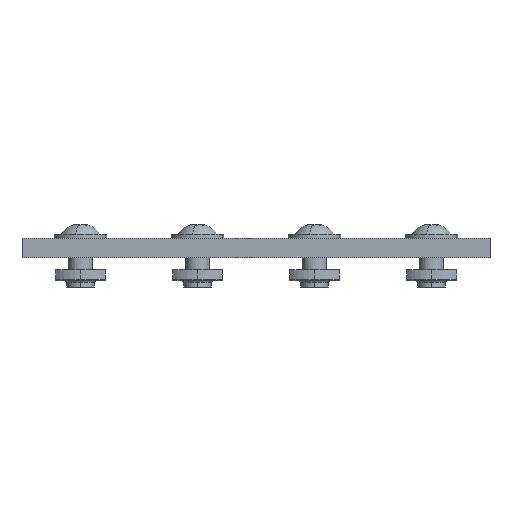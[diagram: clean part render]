
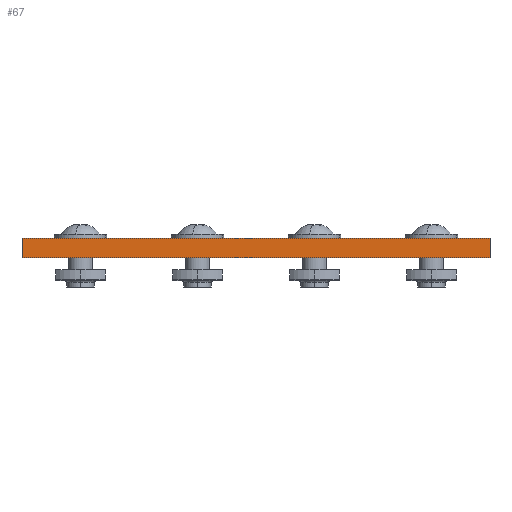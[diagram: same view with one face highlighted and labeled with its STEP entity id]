
A CAD part, left-side view. The second image highlights one B-rep face of the part: STEP entity #67.
In plain terms, the highlighted planar face has unit normal (-1, 0, 0).
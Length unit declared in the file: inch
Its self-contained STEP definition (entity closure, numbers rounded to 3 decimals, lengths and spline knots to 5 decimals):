
#42 = ORIENTED_EDGE ( 'NONE', *, *, #309, .T. ) ;
#63 = EDGE_LOOP ( 'NONE', ( #42, #2966, #1503, #1341 ) ) ;
#67 = ADVANCED_FACE ( 'NONE', ( #832 ), #833, .F. ) ;
#206 = CARTESIAN_POINT ( 'NONE',  ( 0., 0., 0.25 ) ) ;
#309 = EDGE_CURVE ( 'NONE', #2002, #923, #1036, .T. ) ;
#622 = LINE ( 'NONE', #623, #624 ) ;
#623 = CARTESIAN_POINT ( 'NONE',  ( 0., 0., 0.25 ) ) ;
#624 = VECTOR ( 'NONE', #627, 39.37008 ) ;
#627 = DIRECTION ( 'NONE',  ( 0., 0., -1. ) ) ;
#689 = CARTESIAN_POINT ( 'NONE',  ( 0., 6., 0. ) ) ;
#832 = FACE_OUTER_BOUND ( 'NONE', #63, .T. ) ;
#833 = PLANE ( 'NONE',  #836 ) ;
#836 = AXIS2_PLACEMENT_3D ( 'NONE', #837, #838, #839 ) ;
#837 = CARTESIAN_POINT ( 'NONE',  ( 0., 0., 0.25 ) ) ;
#838 = DIRECTION ( 'NONE',  ( 1., 0., 0. ) ) ;
#839 = DIRECTION ( 'NONE',  ( 0., 0., -1. ) ) ;
#923 = VERTEX_POINT ( 'NONE', #1370 ) ;
#1036 = LINE ( 'NONE', #1037, #1038 ) ;
#1037 = CARTESIAN_POINT ( 'NONE',  ( 0., 0., 0. ) ) ;
#1038 = VECTOR ( 'NONE', #1039, 39.37008 ) ;
#1039 = DIRECTION ( 'NONE',  ( 0., -1., 0. ) ) ;
#1067 = CARTESIAN_POINT ( 'NONE',  ( 0., 6., 0.25 ) ) ;
#1148 = LINE ( 'NONE', #1149, #1150 ) ;
#1149 = CARTESIAN_POINT ( 'NONE',  ( 0., 6., 0.25 ) ) ;
#1150 = VECTOR ( 'NONE', #1151, 39.37008 ) ;
#1151 = DIRECTION ( 'NONE',  ( 0., 0., -1. ) ) ;
#1185 = EDGE_CURVE ( 'NONE', #2509, #2576, #1463, .T. ) ;
#1341 = ORIENTED_EDGE ( 'NONE', *, *, #2529, .T. ) ;
#1370 = CARTESIAN_POINT ( 'NONE',  ( 0., 0., 0. ) ) ;
#1463 = LINE ( 'NONE', #1464, #1465 ) ;
#1464 = CARTESIAN_POINT ( 'NONE',  ( 0., 0., 0.25 ) ) ;
#1465 = VECTOR ( 'NONE', #1466, 39.37008 ) ;
#1466 = DIRECTION ( 'NONE',  ( 0., -1., 0. ) ) ;
#1503 = ORIENTED_EDGE ( 'NONE', *, *, #1185, .F. ) ;
#2002 = VERTEX_POINT ( 'NONE', #689 ) ;
#2509 = VERTEX_POINT ( 'NONE', #1067 ) ;
#2529 = EDGE_CURVE ( 'NONE', #2509, #2002, #1148, .T. ) ;
#2576 = VERTEX_POINT ( 'NONE', #206 ) ;
#2806 = EDGE_CURVE ( 'NONE', #2576, #923, #622, .T. ) ;
#2966 = ORIENTED_EDGE ( 'NONE', *, *, #2806, .F. ) ;
